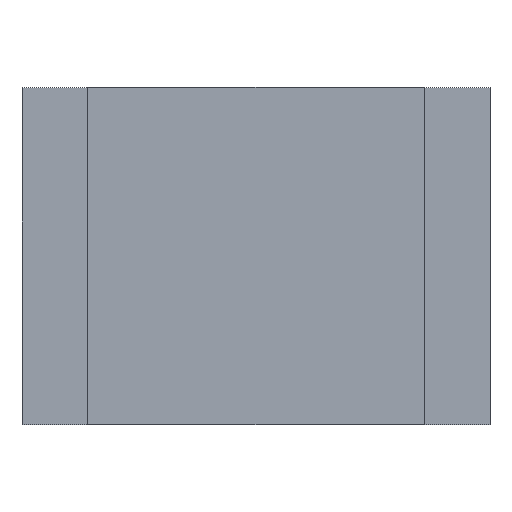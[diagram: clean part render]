
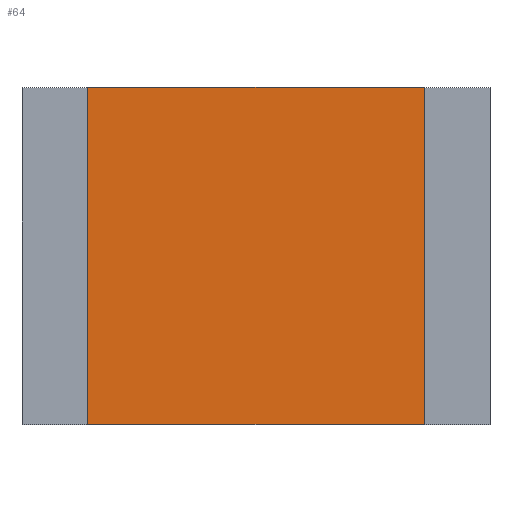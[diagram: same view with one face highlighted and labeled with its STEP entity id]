
A CAD part, top view. The second image highlights one B-rep face of the part: STEP entity #64.
In plain terms, the highlighted planar face has unit normal (0, 0, 1).
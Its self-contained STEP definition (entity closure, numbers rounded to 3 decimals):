
#17 = DIRECTION ( 'NONE',  ( 0., 1., 0. ) ) ;
#63 = DIRECTION ( 'NONE',  ( 0., -1., 0. ) ) ;
#64 = ADVANCED_FACE ( 'NONE', ( #257 ), #618, .T. ) ;
#138 = EDGE_CURVE ( 'NONE', #425, #551, #881, .T. ) ;
#160 = CARTESIAN_POINT ( 'NONE',  ( -1.8, -1.8, 2.2 ) ) ;
#194 = LINE ( 'NONE', #665, #871 ) ;
#257 = FACE_OUTER_BOUND ( 'NONE', #854, .T. ) ;
#259 = DIRECTION ( 'NONE',  ( -1., 0., 0. ) ) ;
#272 = CARTESIAN_POINT ( 'NONE',  ( -1.8, 1.8, 2.2 ) ) ;
#308 = CARTESIAN_POINT ( 'NONE',  ( 1.8, -1.8, 2.2 ) ) ;
#346 = ORIENTED_EDGE ( 'NONE', *, *, #594, .T. ) ;
#348 = ORIENTED_EDGE ( 'NONE', *, *, #380, .T. ) ;
#380 = EDGE_CURVE ( 'NONE', #679, #714, #619, .T. ) ;
#415 = CARTESIAN_POINT ( 'NONE',  ( 1.8, 1.8, 2.2 ) ) ;
#422 = ORIENTED_EDGE ( 'NONE', *, *, #138, .T. ) ;
#424 = CARTESIAN_POINT ( 'NONE',  ( -1.8, 1.8, 2.2 ) ) ;
#425 = VERTEX_POINT ( 'NONE', #424 ) ;
#451 = CARTESIAN_POINT ( 'NONE',  ( 1.8, 1.8, 2.2 ) ) ;
#475 = CARTESIAN_POINT ( 'NONE',  ( -1.8, -1.8, 2.2 ) ) ;
#501 = VECTOR ( 'NONE', #63, 1000. ) ;
#527 = VECTOR ( 'NONE', #17, 1000. ) ;
#539 = DIRECTION ( 'NONE',  ( 1., 0., 0. ) ) ;
#547 = ORIENTED_EDGE ( 'NONE', *, *, #878, .T. ) ;
#551 = VERTEX_POINT ( 'NONE', #475 ) ;
#557 = AXIS2_PLACEMENT_3D ( 'NONE', #614, #814, #539 ) ;
#594 = EDGE_CURVE ( 'NONE', #551, #679, #775, .T. ) ;
#614 = CARTESIAN_POINT ( 'NONE',  ( 0., 0., 2.2 ) ) ;
#618 = PLANE ( 'NONE',  #557 ) ;
#619 = LINE ( 'NONE', #415, #527 ) ;
#638 = DIRECTION ( 'NONE',  ( 1., 0., 0. ) ) ;
#665 = CARTESIAN_POINT ( 'NONE',  ( -1.8, 1.8, 2.2 ) ) ;
#679 = VERTEX_POINT ( 'NONE', #308 ) ;
#714 = VERTEX_POINT ( 'NONE', #451 ) ;
#775 = LINE ( 'NONE', #160, #847 ) ;
#814 = DIRECTION ( 'NONE',  ( 0., 0., 1. ) ) ;
#847 = VECTOR ( 'NONE', #638, 1000. ) ;
#854 = EDGE_LOOP ( 'NONE', ( #346, #348, #547, #422 ) ) ;
#871 = VECTOR ( 'NONE', #259, 1000. ) ;
#878 = EDGE_CURVE ( 'NONE', #714, #425, #194, .T. ) ;
#881 = LINE ( 'NONE', #272, #501 ) ;
